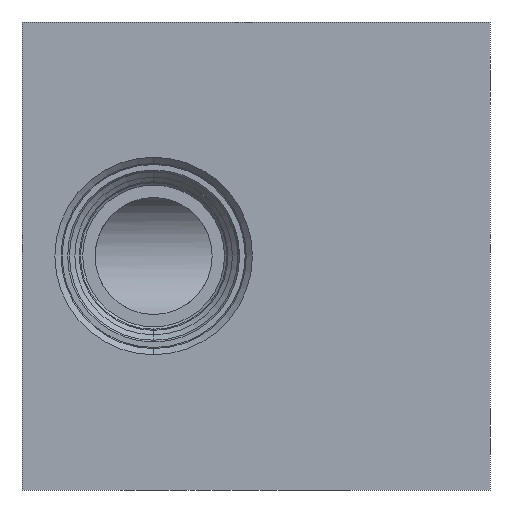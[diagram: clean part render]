
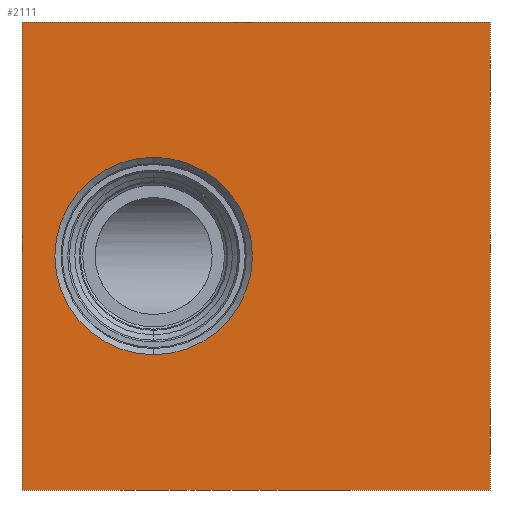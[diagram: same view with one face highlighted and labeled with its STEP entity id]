
A CAD part, front view. The second image highlights one B-rep face of the part: STEP entity #2111.
In plain terms, the highlighted planar face has unit normal (0, -1, 0).
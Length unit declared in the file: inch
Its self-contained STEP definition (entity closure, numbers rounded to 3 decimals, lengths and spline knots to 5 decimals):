
#5=DIRECTION('',(1.,0.,0.));
#6=VECTOR('',#5,4.);
#7=CARTESIAN_POINT('',(0.,-5.5,0.));
#8=LINE('',#7,#6);
#75=DIRECTION('',(0.,0.,1.));
#76=VECTOR('',#75,4.);
#77=CARTESIAN_POINT('',(4.,-5.5,0.));
#78=LINE('',#77,#76);
#99=DIRECTION('',(0.,0.,1.));
#100=VECTOR('',#99,4.);
#101=CARTESIAN_POINT('',(0.,-5.5,0.));
#102=LINE('',#101,#100);
#103=CARTESIAN_POINT('',(1.125,-5.5,2.));
#104=DIRECTION('',(0.,1.,0.));
#105=DIRECTION('',(0.,0.,-1.));
#106=AXIS2_PLACEMENT_3D('',#103,#104,#105);
#108=CARTESIAN_POINT('',(1.125,-5.5,2.));
#109=DIRECTION('',(0.,1.,0.));
#110=DIRECTION('',(0.,0.,1.));
#111=AXIS2_PLACEMENT_3D('',#108,#109,#110);
#125=DIRECTION('',(1.,0.,0.));
#126=VECTOR('',#125,4.);
#127=CARTESIAN_POINT('',(0.,-5.5,4.));
#128=LINE('',#127,#126);
#1728=CARTESIAN_POINT('',(0.,-5.5,0.));
#1730=VERTEX_POINT('',#1728);
#1731=CARTESIAN_POINT('',(4.,-5.5,0.));
#1732=VERTEX_POINT('',#1731);
#1736=CARTESIAN_POINT('',(0.,-5.5,4.));
#1738=VERTEX_POINT('',#1736);
#1739=CARTESIAN_POINT('',(4.,-5.5,4.));
#1740=VERTEX_POINT('',#1739);
#1902=CARTESIAN_POINT('',(1.125,-5.5,2.844));
#1904=VERTEX_POINT('',#1902);
#1914=CARTESIAN_POINT('',(1.125,-5.5,1.156));
#1915=VERTEX_POINT('',#1914);
#2093=CARTESIAN_POINT('',(0.,-5.5,0.));
#2094=DIRECTION('',(0.,-1.,0.));
#2095=DIRECTION('',(1.,0.,0.));
#2096=AXIS2_PLACEMENT_3D('',#2093,#2094,#2095);
#2097=PLANE('',#2096);
#2098=ORIENTED_EDGE('',*,*,#1999,.F.);
#2099=ORIENTED_EDGE('',*,*,#2030,.T.);
#2101=ORIENTED_EDGE('',*,*,#2100,.T.);
#2102=ORIENTED_EDGE('',*,*,#2073,.F.);
#2103=EDGE_LOOP('',(#2098,#2099,#2101,#2102));
#2104=FACE_OUTER_BOUND('',#2103,.F.);
#2106=ORIENTED_EDGE('',*,*,#2105,.F.);
#2108=ORIENTED_EDGE('',*,*,#2107,.F.);
#2109=EDGE_LOOP('',(#2106,#2108));
#2110=FACE_BOUND('',#2109,.F.);
#2111=ADVANCED_FACE('',(#2104,#2110),#2097,.T.);
#107=CIRCLE('',#106,0.844);
#112=CIRCLE('',#111,0.844);
#1999=EDGE_CURVE('',#1730,#1732,#8,.T.);
#2030=EDGE_CURVE('',#1730,#1738,#102,.T.);
#2073=EDGE_CURVE('',#1732,#1740,#78,.T.);
#2100=EDGE_CURVE('',#1738,#1740,#128,.T.);
#2105=EDGE_CURVE('',#1915,#1904,#107,.T.);
#2107=EDGE_CURVE('',#1904,#1915,#112,.T.);
